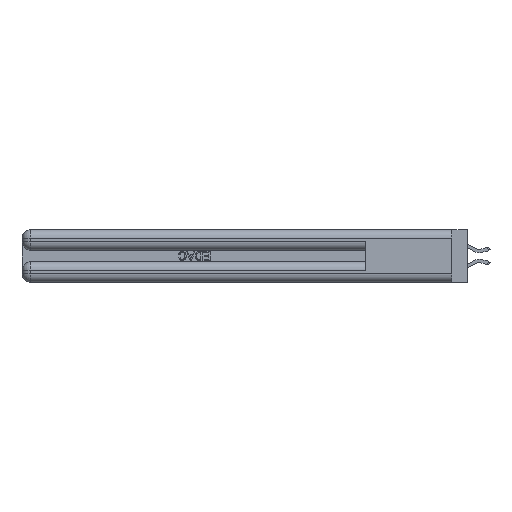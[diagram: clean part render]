
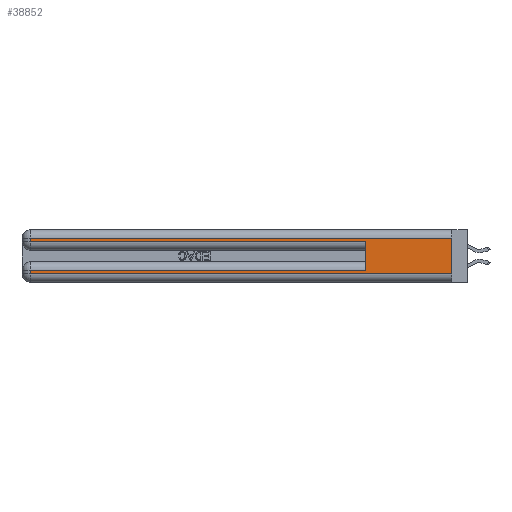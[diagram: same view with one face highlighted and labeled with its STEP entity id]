
A CAD part, left-side view. The second image highlights one B-rep face of the part: STEP entity #38852.
In plain terms, the highlighted planar face has unit normal (-1, 0, 0).
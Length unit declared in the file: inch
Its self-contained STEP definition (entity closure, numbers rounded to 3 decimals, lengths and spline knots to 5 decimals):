
#663 = DIRECTION ( 'NONE',  ( 0., 1., 0. ) ) ;
#1290 = CARTESIAN_POINT ( 'NONE',  ( 0., 2.94, 0.31 ) ) ;
#1482 = CARTESIAN_POINT ( 'NONE',  ( 0., 2.94, 0.085 ) ) ;
#3048 = CARTESIAN_POINT ( 'NONE',  ( 0., 0., 0.06 ) ) ;
#3697 = EDGE_CURVE ( 'NONE', #18946, #15785, #36021, .T. ) ;
#3725 = LINE ( 'NONE', #19461, #36950 ) ;
#4363 = DIRECTION ( 'NONE',  ( 0., 0., -1. ) ) ;
#4514 = FACE_OUTER_BOUND ( 'NONE', #27394, .T. ) ;
#5473 = CARTESIAN_POINT ( 'NONE',  ( 0., 0.6, 0.285 ) ) ;
#6478 = ORIENTED_EDGE ( 'NONE', *, *, #22245, .T. ) ;
#6874 = EDGE_CURVE ( 'NONE', #18308, #25919, #24298, .T. ) ;
#6961 = LINE ( 'NONE', #32602, #40155 ) ;
#7723 = VECTOR ( 'NONE', #11947, 39.37008 ) ;
#7859 = EDGE_CURVE ( 'NONE', #14234, #18946, #12002, .T. ) ;
#8525 = ORIENTED_EDGE ( 'NONE', *, *, #3697, .T. ) ;
#8813 = CARTESIAN_POINT ( 'NONE',  ( 0., 2.94, 0.37 ) ) ;
#9199 = CARTESIAN_POINT ( 'NONE',  ( 0., 0., 0.37 ) ) ;
#9867 = LINE ( 'NONE', #3048, #17213 ) ;
#10217 = DIRECTION ( 'NONE',  ( 0., 0., 1. ) ) ;
#11106 = VECTOR ( 'NONE', #4363, 39.37008 ) ;
#11393 = CARTESIAN_POINT ( 'NONE',  ( 0., 0.6, 0.085 ) ) ;
#11947 = DIRECTION ( 'NONE',  ( 0., 0., -1. ) ) ;
#12002 = LINE ( 'NONE', #30505, #35934 ) ;
#12352 = DIRECTION ( 'NONE',  ( 1., 0., 0. ) ) ;
#12964 = CARTESIAN_POINT ( 'NONE',  ( 0., 0., 0.285 ) ) ;
#13948 = DIRECTION ( 'NONE',  ( 0., 0., -1. ) ) ;
#14153 = ORIENTED_EDGE ( 'NONE', *, *, #18271, .F. ) ;
#14234 = VERTEX_POINT ( 'NONE', #38255 ) ;
#14566 = VERTEX_POINT ( 'NONE', #5473 ) ;
#15785 = VERTEX_POINT ( 'NONE', #23540 ) ;
#16120 = DIRECTION ( 'NONE',  ( 0., -1., 0. ) ) ;
#17213 = VECTOR ( 'NONE', #28002, 39.37008 ) ;
#18271 = EDGE_CURVE ( 'NONE', #14234, #18568, #6961, .T. ) ;
#18299 = CARTESIAN_POINT ( 'NONE',  ( 0., 0., 0.06 ) ) ;
#18308 = VERTEX_POINT ( 'NONE', #1482 ) ;
#18568 = VERTEX_POINT ( 'NONE', #18299 ) ;
#18870 = LINE ( 'NONE', #25764, #34423 ) ;
#18946 = VERTEX_POINT ( 'NONE', #1290 ) ;
#19461 = CARTESIAN_POINT ( 'NONE',  ( 0., 0., 0.085 ) ) ;
#22245 = EDGE_CURVE ( 'NONE', #33654, #18308, #3725, .T. ) ;
#23075 = CARTESIAN_POINT ( 'NONE',  ( 0., 2.94, 0.37 ) ) ;
#23540 = CARTESIAN_POINT ( 'NONE',  ( 0., 2.94, 0.285 ) ) ;
#24067 = AXIS2_PLACEMENT_3D ( 'NONE', #9199, #12352, #34148 ) ;
#24298 = LINE ( 'NONE', #8813, #7723 ) ;
#24939 = VECTOR ( 'NONE', #16120, 39.37008 ) ;
#25029 = ORIENTED_EDGE ( 'NONE', *, *, #7859, .T. ) ;
#25764 = CARTESIAN_POINT ( 'NONE',  ( 0., 0.6, 0.145 ) ) ;
#25919 = VERTEX_POINT ( 'NONE', #35901 ) ;
#26896 = LINE ( 'NONE', #12964, #24939 ) ;
#27368 = DIRECTION ( 'NONE',  ( 0., 1., 0. ) ) ;
#27394 = EDGE_LOOP ( 'NONE', ( #14153, #25029, #8525, #33297, #28210, #6478, #31196, #31927 ) ) ;
#28002 = DIRECTION ( 'NONE',  ( 0., -1., 0. ) ) ;
#28210 = ORIENTED_EDGE ( 'NONE', *, *, #33381, .F. ) ;
#30505 = CARTESIAN_POINT ( 'NONE',  ( 0., 0., 0.31 ) ) ;
#31196 = ORIENTED_EDGE ( 'NONE', *, *, #6874, .T. ) ;
#31927 = ORIENTED_EDGE ( 'NONE', *, *, #38866, .T. ) ;
#32602 = CARTESIAN_POINT ( 'NONE',  ( 0., 0., 0.37 ) ) ;
#33297 = ORIENTED_EDGE ( 'NONE', *, *, #39630, .T. ) ;
#33381 = EDGE_CURVE ( 'NONE', #33654, #14566, #18870, .T. ) ;
#33654 = VERTEX_POINT ( 'NONE', #11393 ) ;
#34148 = DIRECTION ( 'NONE',  ( 0., 0., -1. ) ) ;
#34423 = VECTOR ( 'NONE', #10217, 39.37008 ) ;
#35901 = CARTESIAN_POINT ( 'NONE',  ( 0., 2.94, 0.06 ) ) ;
#35934 = VECTOR ( 'NONE', #27368, 39.37008 ) ;
#36021 = LINE ( 'NONE', #23075, #11106 ) ;
#36950 = VECTOR ( 'NONE', #663, 39.37008 ) ;
#37183 = PLANE ( 'NONE',  #24067 ) ;
#38255 = CARTESIAN_POINT ( 'NONE',  ( 0., 0., 0.31 ) ) ;
#38852 = ADVANCED_FACE ( 'NONE', ( #4514 ), #37183, .F. ) ;
#38866 = EDGE_CURVE ( 'NONE', #25919, #18568, #9867, .T. ) ;
#39630 = EDGE_CURVE ( 'NONE', #15785, #14566, #26896, .T. ) ;
#40155 = VECTOR ( 'NONE', #13948, 39.37008 ) ;
